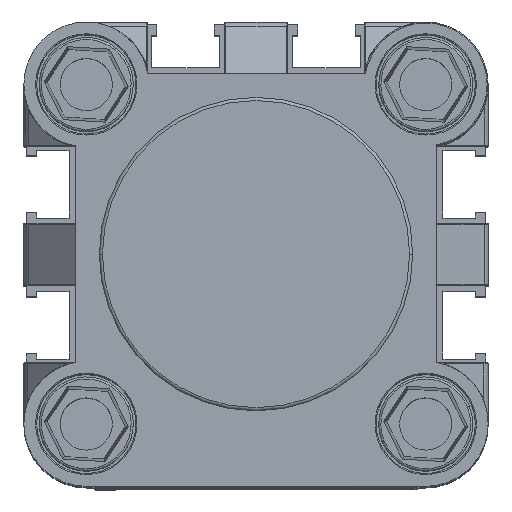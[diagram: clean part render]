
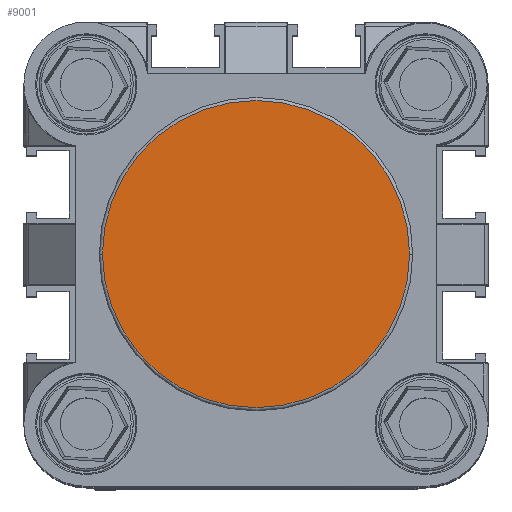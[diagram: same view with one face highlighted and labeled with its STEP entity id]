
A CAD part, top view. The second image highlights one B-rep face of the part: STEP entity #9001.
In plain terms, the highlighted planar face has unit normal (0, 0, 1).
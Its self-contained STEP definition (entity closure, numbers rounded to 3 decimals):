
#255 = ORIENTED_EDGE ( 'NONE', *, *, #4440, .T. ) ;
#864 = VERTEX_POINT ( 'NONE', #12288 ) ;
#1723 = EDGE_LOOP ( 'NONE', ( #34098, #255 ) ) ;
#2100 = AXIS2_PLACEMENT_3D ( 'NONE', #14463, #33059, #17129 ) ;
#2756 = CARTESIAN_POINT ( 'NONE',  ( 31.95, -17.25, 30. ) ) ;
#3560 = EDGE_CURVE ( 'NONE', #19460, #864, #31825, .T. ) ;
#4298 = DIRECTION ( 'NONE',  ( 0., 0., 1. ) ) ;
#4440 = EDGE_CURVE ( 'NONE', #864, #19460, #11817, .T. ) ;
#8189 = DIRECTION ( 'NONE',  ( 0., 0., 1. ) ) ;
#9001 = ADVANCED_FACE ( 'NONE', ( #19351 ), #33367, .T. ) ;
#11817 = CIRCLE ( 'NONE', #2100, 14.7 ) ;
#12288 = CARTESIAN_POINT ( 'NONE',  ( 2.55, -17.25, 30. ) ) ;
#13533 = AXIS2_PLACEMENT_3D ( 'NONE', #24034, #8189, #26716 ) ;
#14463 = CARTESIAN_POINT ( 'NONE',  ( 17.25, -17.25, 30. ) ) ;
#17096 = CARTESIAN_POINT ( 'NONE',  ( 17.25, -17.25, 30. ) ) ;
#17129 = DIRECTION ( 'NONE',  ( 1., 0., 0. ) ) ;
#19351 = FACE_OUTER_BOUND ( 'NONE', #1723, .T. ) ;
#19460 = VERTEX_POINT ( 'NONE', #2756 ) ;
#22778 = DIRECTION ( 'NONE',  ( 1., 0., 0. ) ) ;
#24034 = CARTESIAN_POINT ( 'NONE',  ( 17.25, -17.25, 30. ) ) ;
#26716 = DIRECTION ( 'NONE',  ( 1., 0., 0. ) ) ;
#28271 = AXIS2_PLACEMENT_3D ( 'NONE', #17096, #4298, #22778 ) ;
#31825 = CIRCLE ( 'NONE', #13533, 14.7 ) ;
#33059 = DIRECTION ( 'NONE',  ( 0., 0., 1. ) ) ;
#33367 = PLANE ( 'NONE',  #28271 ) ;
#34098 = ORIENTED_EDGE ( 'NONE', *, *, #3560, .T. ) ;
